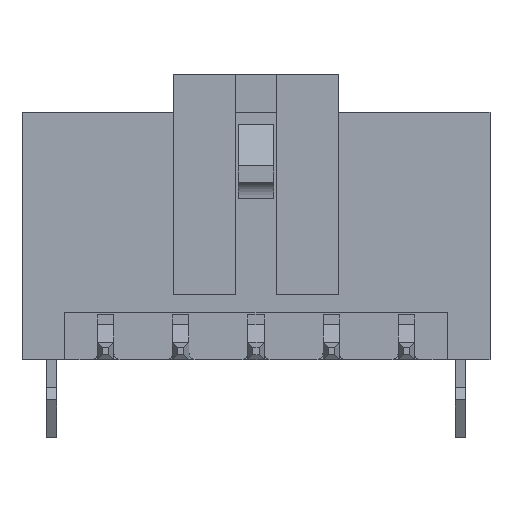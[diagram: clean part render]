
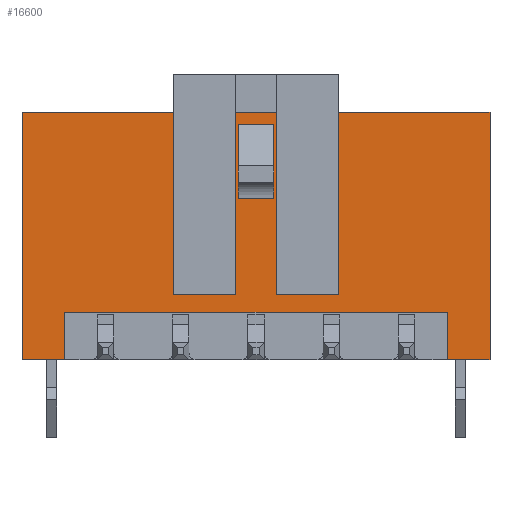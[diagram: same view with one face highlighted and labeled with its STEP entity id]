
A CAD part, front view. The second image highlights one B-rep face of the part: STEP entity #16600.
In plain terms, the highlighted planar face has unit normal (0, -1, 0).
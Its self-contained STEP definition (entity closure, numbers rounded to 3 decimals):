
#1476=ORIENTED_EDGE('',*,*,#4227,.T.);
#1477=ORIENTED_EDGE('',*,*,#4232,.T.);
#1478=ORIENTED_EDGE('',*,*,#4493,.F.);
#1479=ORIENTED_EDGE('',*,*,#4458,.T.);
#1480=ORIENTED_EDGE('',*,*,#3643,.T.);
#1481=ORIENTED_EDGE('',*,*,#4494,.T.);
#1482=ORIENTED_EDGE('',*,*,#4465,.T.);
#1483=ORIENTED_EDGE('',*,*,#4451,.F.);
#1484=ORIENTED_EDGE('',*,*,#4492,.F.);
#1485=ORIENTED_EDGE('',*,*,#4230,.T.);
#1486=ORIENTED_EDGE('',*,*,#4248,.F.);
#1487=ORIENTED_EDGE('',*,*,#4239,.F.);
#1488=ORIENTED_EDGE('',*,*,#4244,.T.);
#1489=ORIENTED_EDGE('',*,*,#4234,.T.);
#3643=EDGE_CURVE('',#5378,#5377,#6473,.T.);
#4227=EDGE_CURVE('',#5853,#5854,#7013,.T.);
#4230=EDGE_CURVE('',#5855,#5853,#7016,.T.);
#4232=EDGE_CURVE('',#5854,#5856,#7018,.T.);
#4234=EDGE_CURVE('',#5857,#5858,#7020,.T.);
#4239=EDGE_CURVE('',#5862,#5863,#7024,.T.);
#4244=EDGE_CURVE('',#5862,#5857,#7028,.T.);
#4248=EDGE_CURVE('',#5863,#5858,#7032,.T.);
#4451=EDGE_CURVE('',#5977,#5978,#7235,.T.);
#4458=EDGE_CURVE('',#5981,#5378,#7242,.T.);
#4465=EDGE_CURVE('',#5985,#5978,#7249,.T.);
#4492=EDGE_CURVE('',#5855,#5977,#7276,.T.);
#4493=EDGE_CURVE('',#5981,#5856,#7277,.T.);
#4494=EDGE_CURVE('',#5377,#5985,#7278,.T.);
#5377=VERTEX_POINT('',#20996);
#5378=VERTEX_POINT('',#20998);
#5853=VERTEX_POINT('',#22198);
#5854=VERTEX_POINT('',#22199);
#5855=VERTEX_POINT('',#22204);
#5856=VERTEX_POINT('',#22208);
#5857=VERTEX_POINT('',#22212);
#5858=VERTEX_POINT('',#22213);
#5862=VERTEX_POINT('',#22223);
#5863=VERTEX_POINT('',#22224);
#5977=VERTEX_POINT('',#22620);
#5978=VERTEX_POINT('',#22622);
#5981=VERTEX_POINT('',#22633);
#5985=VERTEX_POINT('',#22645);
#6473=LINE('',#20997,#8133);
#7013=LINE('',#22197,#8673);
#7016=LINE('',#22203,#8676);
#7018=LINE('',#22207,#8678);
#7020=LINE('',#22211,#8680);
#7024=LINE('',#22222,#8684);
#7028=LINE('',#22233,#8688);
#7032=LINE('',#22240,#8692);
#7235=LINE('',#22621,#8895);
#7242=LINE('',#22632,#8902);
#7249=LINE('',#22644,#8909);
#7276=LINE('',#22690,#8936);
#7277=LINE('',#22692,#8937);
#7278=LINE('',#22693,#8938);
#8133=VECTOR('',#17827,1000.);
#8673=VECTOR('',#18737,1000.);
#8676=VECTOR('',#18742,1000.);
#8678=VECTOR('',#18746,1000.);
#8680=VECTOR('',#18750,1000.);
#8684=VECTOR('',#18758,1000.);
#8688=VECTOR('',#18766,1000.);
#8692=VECTOR('',#18776,1000.);
#8895=VECTOR('',#19113,1000.);
#8902=VECTOR('',#19122,1000.);
#8909=VECTOR('',#19131,1000.);
#8936=VECTOR('',#19180,1000.);
#8937=VECTOR('',#19183,1000.);
#8938=VECTOR('',#19184,1000.);
#10000=EDGE_LOOP('',(#1476,#1477,#1478,#1479,#1480,#1481,#1482,#1483,#1484,
#1485));
#10001=EDGE_LOOP('',(#1486,#1487,#1488,#1489));
#10678=FACE_BOUND('',#10000,.T.);
#10679=FACE_BOUND('',#10001,.T.);
#11321=PLANE('',#17316);
#16600=ADVANCED_FACE('',(#10678,#10679),#11321,.T.);
#17316=AXIS2_PLACEMENT_3D('',#22691,#19181,#19182);
#17827=DIRECTION('',(-1.,0.,0.));
#18737=DIRECTION('',(1.,0.,0.));
#18742=DIRECTION('',(0.,0.,1.));
#18746=DIRECTION('',(0.,0.,-1.));
#18750=DIRECTION('',(0.,0.,1.));
#18758=DIRECTION('',(0.,0.,1.));
#18766=DIRECTION('',(-1.,0.,0.));
#18776=DIRECTION('',(-1.,0.,0.));
#19113=DIRECTION('',(0.,0.,1.));
#19122=DIRECTION('',(0.,0.,1.));
#19131=DIRECTION('',(-1.,0.,0.));
#19180=DIRECTION('',(-1.,0.,0.));
#19181=DIRECTION('',(0.,-1.,0.));
#19182=DIRECTION('',(0.,0.,-1.));
#19183=DIRECTION('',(-1.,0.,0.));
#19184=DIRECTION('',(-1.,0.,0.));
#20996=CARTESIAN_POINT('',(3.3,-3.43,4.95));
#20997=CARTESIAN_POINT('',(9.35,-3.43,4.95));
#20998=CARTESIAN_POINT('',(9.35,-3.43,4.95));
#22197=CARTESIAN_POINT('',(-7.65,-3.43,-3.05));
#22198=CARTESIAN_POINT('',(-7.65,-3.43,-3.05));
#22199=CARTESIAN_POINT('',(7.65,-3.43,-3.05));
#22203=CARTESIAN_POINT('',(-7.65,-3.43,-4.95));
#22204=CARTESIAN_POINT('',(-7.65,-3.43,-4.95));
#22207=CARTESIAN_POINT('',(7.65,-3.43,-3.05));
#22208=CARTESIAN_POINT('',(7.65,-3.43,-4.95));
#22211=CARTESIAN_POINT('',(-0.7,-3.43,1.5));
#22212=CARTESIAN_POINT('',(-0.7,-3.43,1.5));
#22213=CARTESIAN_POINT('',(-0.7,-3.43,4.45));
#22222=CARTESIAN_POINT('',(0.7,-3.43,1.5));
#22223=CARTESIAN_POINT('',(0.7,-3.43,1.5));
#22224=CARTESIAN_POINT('',(0.7,-3.43,4.45));
#22233=CARTESIAN_POINT('',(0.7,-3.43,1.5));
#22240=CARTESIAN_POINT('',(0.7,-3.43,4.45));
#22620=CARTESIAN_POINT('',(-9.35,-3.43,-4.95));
#22621=CARTESIAN_POINT('',(-9.35,-3.43,-4.95));
#22622=CARTESIAN_POINT('',(-9.35,-3.43,4.95));
#22632=CARTESIAN_POINT('',(9.35,-3.43,-4.95));
#22633=CARTESIAN_POINT('',(9.35,-3.43,-4.95));
#22644=CARTESIAN_POINT('',(9.35,-3.43,4.95));
#22645=CARTESIAN_POINT('',(-3.3,-3.43,4.95));
#22690=CARTESIAN_POINT('',(9.35,-3.43,-4.95));
#22691=CARTESIAN_POINT('',(9.35,-3.43,-4.95));
#22692=CARTESIAN_POINT('',(9.35,-3.43,-4.95));
#22693=CARTESIAN_POINT('',(9.35,-3.43,4.95));
